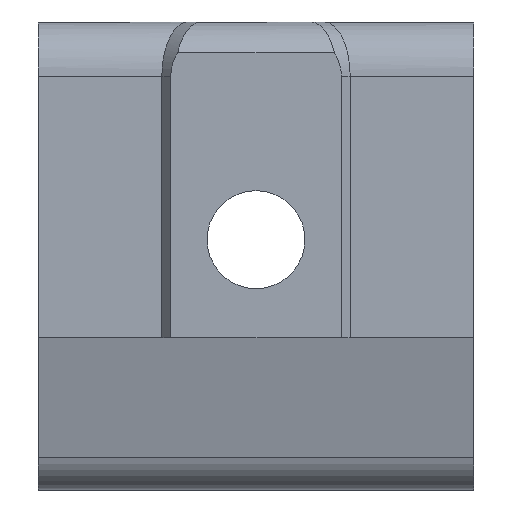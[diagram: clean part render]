
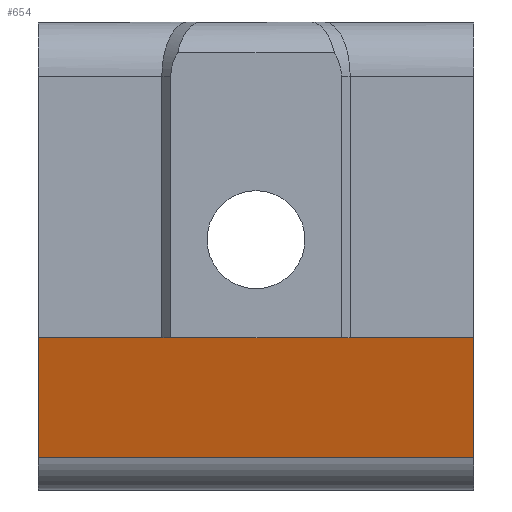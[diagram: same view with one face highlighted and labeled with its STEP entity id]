
A CAD part, left-side view. The second image highlights one B-rep face of the part: STEP entity #654.
In plain terms, the highlighted planar face has unit normal (-0.97, 0, -0.244).
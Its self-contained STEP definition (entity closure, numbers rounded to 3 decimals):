
#30=ELLIPSE('',#727,4.124,4.);
#31=ELLIPSE('',#728,4.124,4.);
#71=FACE_OUTER_BOUND('',#107,.T.);
#107=EDGE_LOOP('',(#549,#550,#551,#552,#553,#554,#555));
#125=LINE('',#948,#187);
#144=LINE('',#1008,#206);
#174=LINE('',#1089,#236);
#175=LINE('',#1092,#237);
#176=LINE('',#1097,#238);
#187=VECTOR('',#754,10.);
#206=VECTOR('',#799,10.);
#236=VECTOR('',#889,10.);
#237=VECTOR('',#892,10.);
#238=VECTOR('',#897,10.);
#272=VERTEX_POINT('',#945);
#273=VERTEX_POINT('',#947);
#300=VERTEX_POINT('',#1005);
#301=VERTEX_POINT('',#1007);
#323=VERTEX_POINT('',#1091);
#324=VERTEX_POINT('',#1093);
#325=VERTEX_POINT('',#1095);
#335=EDGE_CURVE('',#272,#273,#125,.T.);
#365=EDGE_CURVE('',#300,#301,#144,.T.);
#407=EDGE_CURVE('',#301,#272,#174,.T.);
#408=EDGE_CURVE('',#323,#300,#175,.T.);
#409=EDGE_CURVE('',#324,#323,#30,.T.);
#410=EDGE_CURVE('',#325,#324,#31,.T.);
#411=EDGE_CURVE('',#273,#325,#176,.T.);
#549=ORIENTED_EDGE('',*,*,#407,.F.);
#550=ORIENTED_EDGE('',*,*,#365,.F.);
#551=ORIENTED_EDGE('',*,*,#408,.F.);
#552=ORIENTED_EDGE('',*,*,#409,.F.);
#553=ORIENTED_EDGE('',*,*,#410,.F.);
#554=ORIENTED_EDGE('',*,*,#411,.F.);
#555=ORIENTED_EDGE('',*,*,#335,.F.);
#627=PLANE('',#726);
#654=ADVANCED_FACE('',(#71),#627,.F.);
#726=AXIS2_PLACEMENT_3D('',#1090,#890,#891);
#727=AXIS2_PLACEMENT_3D('',#1094,#893,#894);
#728=AXIS2_PLACEMENT_3D('',#1096,#895,#896);
#754=DIRECTION('',(-0.244,0.,0.97));
#799=DIRECTION('',(0.244,0.,-0.97));
#889=DIRECTION('',(0.,1.,0.));
#890=DIRECTION('center_axis',(0.97,0.,0.244));
#891=DIRECTION('ref_axis',(-0.244,0.,0.97));
#892=DIRECTION('',(0.,-1.,0.));
#893=DIRECTION('center_axis',(-0.97,0.,-0.244));
#894=DIRECTION('ref_axis',(-0.244,0.,0.97));
#895=DIRECTION('center_axis',(-0.97,0.,-0.244));
#896=DIRECTION('ref_axis',(-0.244,0.,0.97));
#897=DIRECTION('',(0.,-1.,0.));
#945=CARTESIAN_POINT('',(5.87,20.,-9.988));
#947=CARTESIAN_POINT('',(2.577,20.,3.11));
#948=CARTESIAN_POINT('',(5.286,20.,-7.664));
#1005=CARTESIAN_POINT('',(2.577,0.,3.11));
#1007=CARTESIAN_POINT('',(5.87,0.,-9.988));
#1008=CARTESIAN_POINT('',(5.286,0.,-7.664));
#1089=CARTESIAN_POINT('',(5.87,10.,-9.988));
#1090=CARTESIAN_POINT('Origin',(6.25,20.,-11.5));
#1091=CARTESIAN_POINT('',(2.577,7.484,3.11));
#1092=CARTESIAN_POINT('',(2.577,20.,3.11));
#1093=CARTESIAN_POINT('',(3.359,6.,0.));
#1094=CARTESIAN_POINT('Origin',(3.359,10.,0.));
#1095=CARTESIAN_POINT('',(2.577,12.516,3.11));
#1096=CARTESIAN_POINT('Origin',(3.359,10.,0.));
#1097=CARTESIAN_POINT('',(2.577,20.,3.11));
